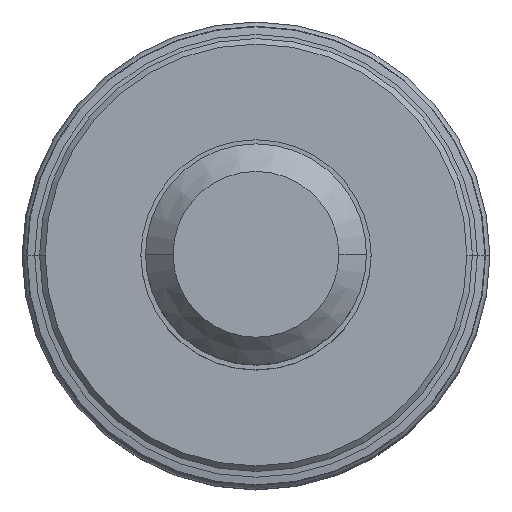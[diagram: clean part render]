
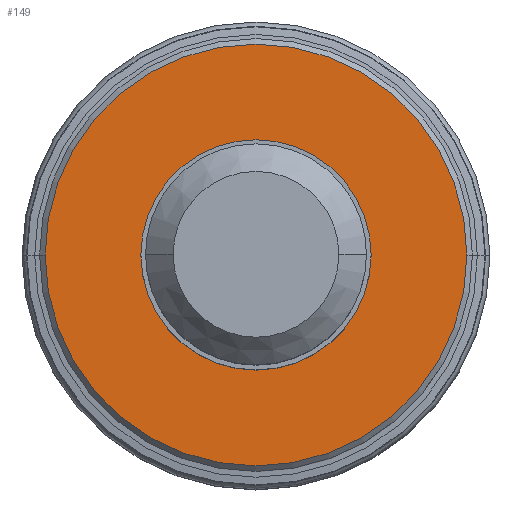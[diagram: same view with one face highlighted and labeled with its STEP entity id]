
A CAD part, top view. The second image highlights one B-rep face of the part: STEP entity #149.
In plain terms, the highlighted planar face has unit normal (0, 0, 1).
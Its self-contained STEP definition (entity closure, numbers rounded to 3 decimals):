
#28=PLANE('',#1295);
#33=FACE_BOUND('',#298,.T.);
#34=FACE_BOUND('',#299,.T.);
#149=ADVANCED_FACE('',(#33,#34),#28,.F.);
#298=EDGE_LOOP('',(#469,#470,#471,#472));
#299=EDGE_LOOP('',(#473,#474));
#469=ORIENTED_EDGE('',*,*,#801,.F.);
#470=ORIENTED_EDGE('',*,*,#802,.F.);
#471=ORIENTED_EDGE('',*,*,#800,.F.);
#472=ORIENTED_EDGE('',*,*,#799,.F.);
#473=ORIENTED_EDGE('',*,*,#803,.F.);
#474=ORIENTED_EDGE('',*,*,#804,.F.);
#679=VERTEX_POINT('',#2969);
#680=VERTEX_POINT('',#2971);
#681=VERTEX_POINT('',#2973);
#682=VERTEX_POINT('',#2977);
#683=VERTEX_POINT('',#2980);
#684=VERTEX_POINT('',#2981);
#799=EDGE_CURVE('',#680,#681,#968,.T.);
#800=EDGE_CURVE('',#681,#679,#969,.T.);
#801=EDGE_CURVE('',#682,#680,#970,.T.);
#802=EDGE_CURVE('',#679,#682,#971,.T.);
#803=EDGE_CURVE('',#683,#684,#972,.T.);
#804=EDGE_CURVE('',#684,#683,#973,.T.);
#968=CIRCLE('',#1288,11.45);
#969=CIRCLE('',#1289,11.45);
#970=CIRCLE('',#1291,11.45);
#971=CIRCLE('',#1292,11.45);
#972=CIRCLE('',#1293,6.25);
#973=CIRCLE('',#1294,6.25);
#1288=AXIS2_PLACEMENT_3D('',#2972,#1564,#1565);
#1289=AXIS2_PLACEMENT_3D('',#2974,#1566,#1567);
#1291=AXIS2_PLACEMENT_3D('',#2976,#1570,#1571);
#1292=AXIS2_PLACEMENT_3D('',#2978,#1572,#1573);
#1293=AXIS2_PLACEMENT_3D('',#2979,#1574,#1575);
#1294=AXIS2_PLACEMENT_3D('',#2982,#1576,#1577);
#1295=AXIS2_PLACEMENT_3D('',#2983,#1578,#1579);
#1564=DIRECTION('',(0.,0.,-1.));
#1565=DIRECTION('',(1.,0.,0.));
#1566=DIRECTION('',(0.,0.,-1.));
#1567=DIRECTION('',(0.,-1.,0.));
#1570=DIRECTION('',(0.,0.,-1.));
#1571=DIRECTION('',(0.,1.,0.));
#1572=DIRECTION('',(0.,0.,-1.));
#1573=DIRECTION('',(-1.,0.,0.));
#1574=DIRECTION('',(0.,0.,1.));
#1575=DIRECTION('',(1.,0.,0.));
#1576=DIRECTION('',(0.,0.,1.));
#1577=DIRECTION('',(-1.,0.,0.));
#1578=DIRECTION('',(0.,0.,-1.));
#1579=DIRECTION('',(-1.,0.,0.));
#2969=CARTESIAN_POINT('',(-11.45,0.,0.));
#2971=CARTESIAN_POINT('',(11.45,0.,0.));
#2972=CARTESIAN_POINT('',(0.,0.,0.));
#2973=CARTESIAN_POINT('',(0.,-11.45,0.));
#2974=CARTESIAN_POINT('',(0.,0.,0.));
#2976=CARTESIAN_POINT('',(0.,0.,0.));
#2977=CARTESIAN_POINT('',(0.,11.45,0.));
#2978=CARTESIAN_POINT('',(0.,0.,0.));
#2979=CARTESIAN_POINT('',(0.,0.,0.));
#2980=CARTESIAN_POINT('',(6.25,0.,0.));
#2981=CARTESIAN_POINT('',(-6.25,0.,0.));
#2982=CARTESIAN_POINT('',(0.,0.,0.));
#2983=CARTESIAN_POINT('',(0.,0.,0.));
